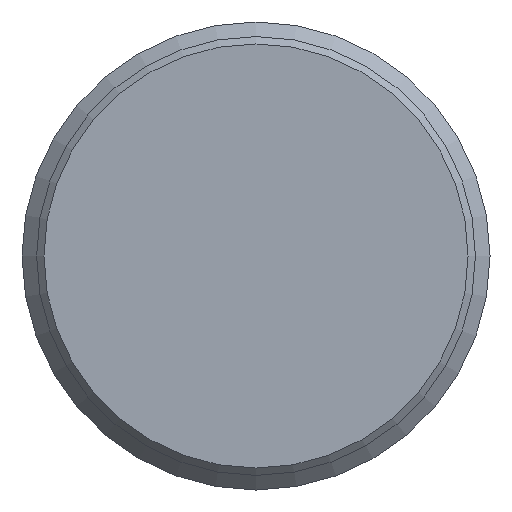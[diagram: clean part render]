
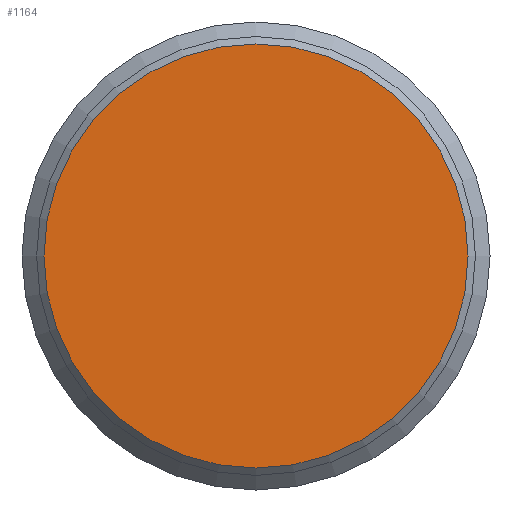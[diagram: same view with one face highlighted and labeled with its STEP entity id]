
A CAD part, front view. The second image highlights one B-rep face of the part: STEP entity #1164.
In plain terms, the highlighted planar face has unit normal (0, -1, 0).
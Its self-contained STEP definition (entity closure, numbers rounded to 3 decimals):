
#73=PLANE('',#1341);
#146=FACE_OUTER_BOUND('',#241,.T.);
#241=EDGE_LOOP('',(#952));
#433=CIRCLE('',#1335,14.5);
#534=VERTEX_POINT('',#2055);
#673=EDGE_CURVE('',#534,#534,#433,.T.);
#952=ORIENTED_EDGE('',*,*,#673,.F.);
#1164=ADVANCED_FACE('',(#146),#73,.T.);
#1335=AXIS2_PLACEMENT_3D('',#2056,#1694,#1695);
#1341=AXIS2_PLACEMENT_3D('',#2068,#1708,#1709);
#1694=DIRECTION('center_axis',(0.,1.,0.));
#1695=DIRECTION('ref_axis',(-1.,0.,0.));
#1708=DIRECTION('center_axis',(0.,-1.,0.));
#1709=DIRECTION('ref_axis',(0.,0.,-1.));
#2055=CARTESIAN_POINT('',(14.5,0.,0.));
#2056=CARTESIAN_POINT('Origin',(0.,0.,
0.));
#2068=CARTESIAN_POINT('Origin',(7.5,0.,0.));
